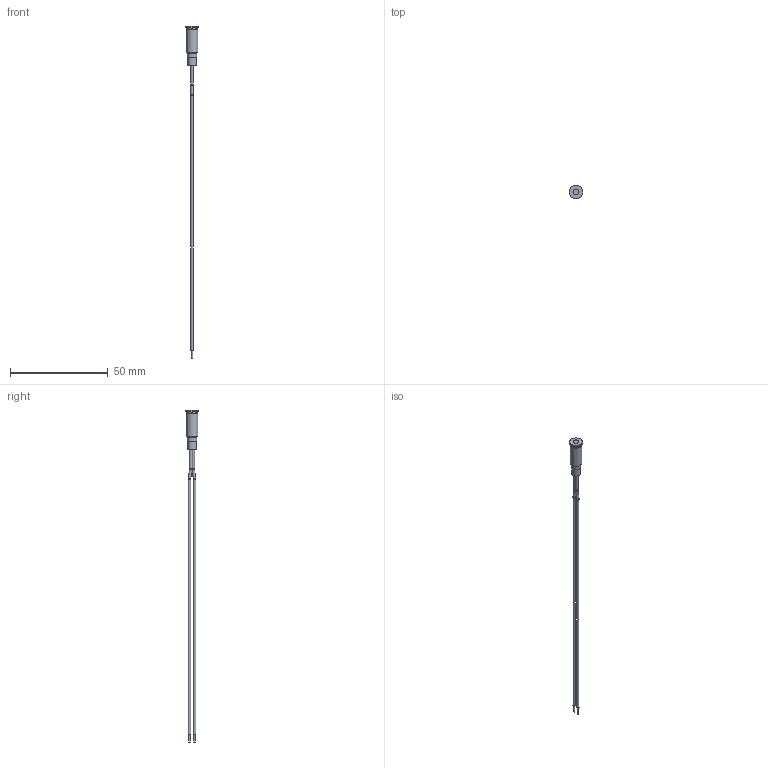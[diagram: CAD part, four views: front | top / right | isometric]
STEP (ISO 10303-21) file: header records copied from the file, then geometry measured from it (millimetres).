
FILE_DESCRIPTION(/* description */ ('','CAx-IF Rec.Pracs.---Representation and Presentation of Product Manufacturing Information (PMI)---4.0---2014-10-13'),/* implementation_level */ '2;1');
FILE_NAME(/* name */ 'PVL06FWxxx.stp',/* time_stamp */ '2019-09-11T16:21:55-05:00',/* author */ ('mroman'),/* organization */ (''),/* preprocessor_version */ 'ST-DEVELOPER v17',/* originating_system */ 'Autodesk Inventor 2018',/* authorisation */ '');
FILE_SCHEMA (('AP242_MANAGED_MODEL_BASED_3D_ENGINEERING_MIM_LF { 1 0 10303 442 1 1 4 }'));
Length unit declared in the file: millimetre
Products named in the file (1): PVL06FWxxx
Bounding box: 7 x 7 x 170 mm (x, y, z)
Volume: 888 mm3; surface area: 1638.5 mm2
Topology: 1 solids, 1 shells, 39 faces, 92 edges, 62 vertices
Faces by surface type: cylinder 17, plane 11, torus 8, cone 2, bspline 1
Full cylindrical faces by diameter (mm): 0.6 x2, 1.3 x4, 2.99 x1, 3 x1, 4.5 x1, 4.7 x1, 5.6 x1, 6 x1, 7 x1
Entity records: 2020 total; most frequent: CARTESIAN_POINT 917, DIRECTION 269, ORIENTED_EDGE 184, AXIS2_PLACEMENT_3D 129, EDGE_CURVE 92, CIRCLE 69, VERTEX_POINT 62, EDGE_LOOP 47
